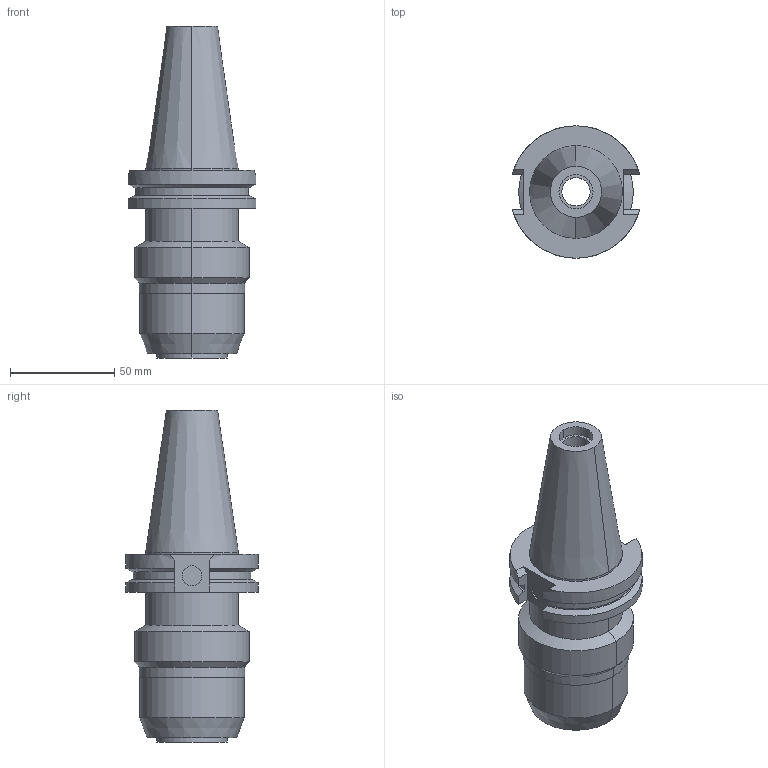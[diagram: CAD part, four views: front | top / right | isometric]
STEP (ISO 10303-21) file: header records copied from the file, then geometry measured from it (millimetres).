
FILE_DESCRIPTION((''),'2;1');
FILE_NAME('BCV40-MEGA_750DS-3_5A','2018-04-06T',('ykawabe'),(''),'CREO PARAMETRIC BY PTC INC, 2016380','CREO PARAMETRIC BY PTC INC, 2016380','');
FILE_SCHEMA(('AUTOMOTIVE_DESIGN { 1 0 10303 214 1 1 1 1 }'));
Length unit declared in the file: millimetre
Products named in the file (1): BCV40-MEGA_750DS-3_5A
Bounding box: 61.35 x 63.5 x 159.15 mm (x, y, z)
Volume: 217186.6 mm3; surface area: 36812 mm2
Topology: 1 solids, 1 shells, 66 faces, 170 edges, 114 vertices
Faces by surface type: cylinder 30, plane 24, cone 12
Entity records: 2731 total; most frequent: CARTESIAN_POINT 399, DIRECTION 382, ORIENTED_EDGE 340, PRESENTATION_STYLE_ASSIGNMENT 175, STYLED_ITEM 175, CURVE_STYLE 174, EDGE_CURVE 170, AXIS2_PLACEMENT_3D 153
